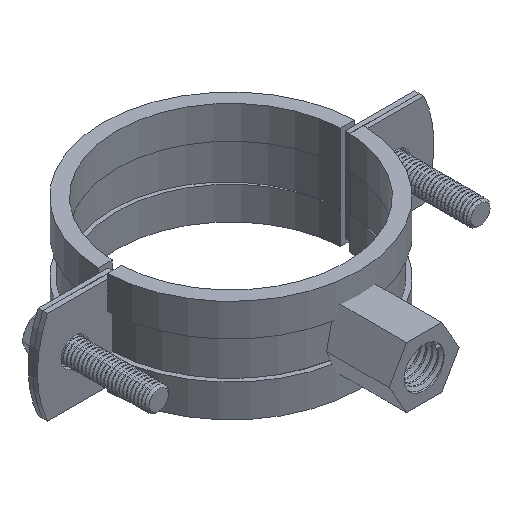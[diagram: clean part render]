
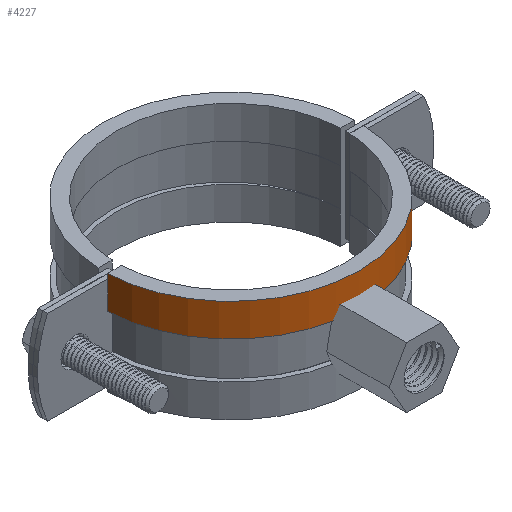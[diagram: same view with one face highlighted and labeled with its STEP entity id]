
A CAD part, isometric view. The second image highlights one B-rep face of the part: STEP entity #4227.
In plain terms, the highlighted cylindrical face has radius 27.498 mm (diameter 54.996 mm), a partial arc.
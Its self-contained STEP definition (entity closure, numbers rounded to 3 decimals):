
#113 = VERTEX_POINT ( 'NONE', #2681 ) ;
#124 = DIRECTION ( 'NONE',  ( 0., 0., -1. ) ) ;
#591 = AXIS2_PLACEMENT_3D ( 'NONE', #8620, #1592, #8730 ) ;
#891 = LINE ( 'NONE', #4457, #5681 ) ;
#1353 = AXIS2_PLACEMENT_3D ( 'NONE', #6601, #1916, #5552 ) ;
#1572 = LINE ( 'NONE', #9566, #9302 ) ;
#1586 = ORIENTED_EDGE ( 'NONE', *, *, #9996, .F. ) ;
#1592 = DIRECTION ( 'NONE',  ( 0., 0., -1. ) ) ;
#1764 = ORIENTED_EDGE ( 'NONE', *, *, #5903, .F. ) ;
#1847 = CIRCLE ( 'NONE', #5958, 27.498 ) ;
#1858 = EDGE_CURVE ( 'NONE', #113, #4704, #3966, .T. ) ;
#1916 = DIRECTION ( 'NONE',  ( 0., 0., 1. ) ) ;
#1946 = DIRECTION ( 'NONE',  ( 0., 0., -1. ) ) ;
#2402 = CARTESIAN_POINT ( 'NONE',  ( 15.002, -1.02, 14. ) ) ;
#2530 = DIRECTION ( 'NONE',  ( 1., 0., 0. ) ) ;
#2565 = ORIENTED_EDGE ( 'NONE', *, *, #6623, .F. ) ;
#2681 = CARTESIAN_POINT ( 'NONE',  ( 15.002, -1., 21. ) ) ;
#2700 = DIRECTION ( 'NONE',  ( 0., 0., -1. ) ) ;
#2842 = AXIS2_PLACEMENT_3D ( 'NONE', #5510, #2700, #9873 ) ;
#3260 = DIRECTION ( 'NONE',  ( 0., 0., -1. ) ) ;
#3838 = CARTESIAN_POINT ( 'NONE',  ( 15.002, -1.02, 20. ) ) ;
#3966 = LINE ( 'NONE', #6836, #9658 ) ;
#4005 = DIRECTION ( 'NONE',  ( 0., 0., -1. ) ) ;
#4227 = ADVANCED_FACE ( 'NONE', ( #6040 ), #5211, .T. ) ;
#4233 = VERTEX_POINT ( 'NONE', #2402 ) ;
#4305 = EDGE_CURVE ( 'NONE', #113, #10164, #8454, .T. ) ;
#4457 = CARTESIAN_POINT ( 'NONE',  ( 15.002, -1.02, 21. ) ) ;
#4704 = VERTEX_POINT ( 'NONE', #11508 ) ;
#4747 = CARTESIAN_POINT ( 'NONE',  ( 69.961, -1., 21. ) ) ;
#4936 = EDGE_CURVE ( 'NONE', #7660, #5263, #5062, .T. ) ;
#5062 = LINE ( 'NONE', #7643, #5092 ) ;
#5092 = VECTOR ( 'NONE', #4005, 1000. ) ;
#5211 = CYLINDRICAL_SURFACE ( 'NONE', #591, 27.498 ) ;
#5212 = CIRCLE ( 'NONE', #8583, 27.498 ) ;
#5263 = VERTEX_POINT ( 'NONE', #7399 ) ;
#5510 = CARTESIAN_POINT ( 'NONE',  ( 42.481, 0., 20. ) ) ;
#5523 = DIRECTION ( 'NONE',  ( 1., 0., 0. ) ) ;
#5552 = DIRECTION ( 'NONE',  ( 1., 0., 0. ) ) ;
#5681 = VECTOR ( 'NONE', #8047, 1000. ) ;
#5903 = EDGE_CURVE ( 'NONE', #10164, #6547, #1572, .T. ) ;
#5958 = AXIS2_PLACEMENT_3D ( 'NONE', #6983, #10532, #2530 ) ;
#6040 = FACE_OUTER_BOUND ( 'NONE', #8540, .T. ) ;
#6196 = CIRCLE ( 'NONE', #2842, 27.498 ) ;
#6297 = EDGE_CURVE ( 'NONE', #4233, #5263, #1847, .T. ) ;
#6458 = ORIENTED_EDGE ( 'NONE', *, *, #10632, .T. ) ;
#6547 = VERTEX_POINT ( 'NONE', #8280 ) ;
#6601 = CARTESIAN_POINT ( 'NONE',  ( 42.481, 0., 21. ) ) ;
#6623 = EDGE_CURVE ( 'NONE', #6547, #7660, #5212, .T. ) ;
#6836 = CARTESIAN_POINT ( 'NONE',  ( 15.002, -1., 21. ) ) ;
#6983 = CARTESIAN_POINT ( 'NONE',  ( 42.481, 0., 14. ) ) ;
#7026 = ORIENTED_EDGE ( 'NONE', *, *, #1858, .T. ) ;
#7038 = VERTEX_POINT ( 'NONE', #3838 ) ;
#7399 = CARTESIAN_POINT ( 'NONE',  ( 69.96, -1.02, 14. ) ) ;
#7643 = CARTESIAN_POINT ( 'NONE',  ( 69.96, -1.02, 21. ) ) ;
#7660 = VERTEX_POINT ( 'NONE', #10253 ) ;
#8047 = DIRECTION ( 'NONE',  ( 0., 0., -1. ) ) ;
#8280 = CARTESIAN_POINT ( 'NONE',  ( 69.961, -1., 20. ) ) ;
#8454 = CIRCLE ( 'NONE', #1353, 27.498 ) ;
#8540 = EDGE_LOOP ( 'NONE', ( #9384, #2565, #1764, #9068, #7026, #1586, #6458, #11258 ) ) ;
#8583 = AXIS2_PLACEMENT_3D ( 'NONE', #9071, #1946, #5523 ) ;
#8620 = CARTESIAN_POINT ( 'NONE',  ( 42.481, 0., 21. ) ) ;
#8730 = DIRECTION ( 'NONE',  ( -1., 0., 0. ) ) ;
#9068 = ORIENTED_EDGE ( 'NONE', *, *, #4305, .F. ) ;
#9071 = CARTESIAN_POINT ( 'NONE',  ( 42.481, 0., 20. ) ) ;
#9302 = VECTOR ( 'NONE', #124, 1000. ) ;
#9384 = ORIENTED_EDGE ( 'NONE', *, *, #4936, .F. ) ;
#9566 = CARTESIAN_POINT ( 'NONE',  ( 69.961, -1., 21. ) ) ;
#9658 = VECTOR ( 'NONE', #3260, 1000. ) ;
#9873 = DIRECTION ( 'NONE',  ( 1., 0., 0. ) ) ;
#9996 = EDGE_CURVE ( 'NONE', #7038, #4704, #6196, .T. ) ;
#10164 = VERTEX_POINT ( 'NONE', #4747 ) ;
#10253 = CARTESIAN_POINT ( 'NONE',  ( 69.96, -1.02, 20. ) ) ;
#10532 = DIRECTION ( 'NONE',  ( 0., 0., 1. ) ) ;
#10632 = EDGE_CURVE ( 'NONE', #7038, #4233, #891, .T. ) ;
#11258 = ORIENTED_EDGE ( 'NONE', *, *, #6297, .T. ) ;
#11508 = CARTESIAN_POINT ( 'NONE',  ( 15.002, -1., 20. ) ) ;
